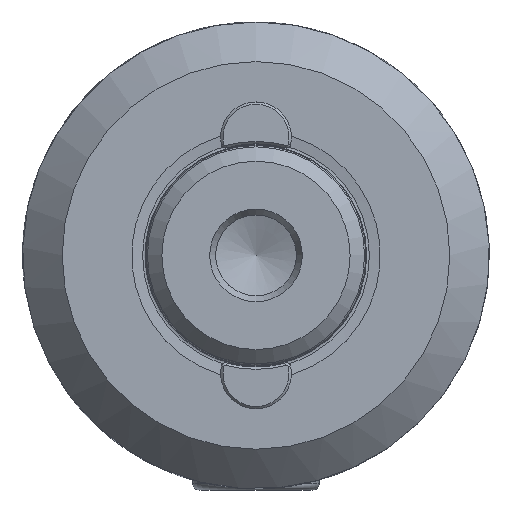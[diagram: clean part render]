
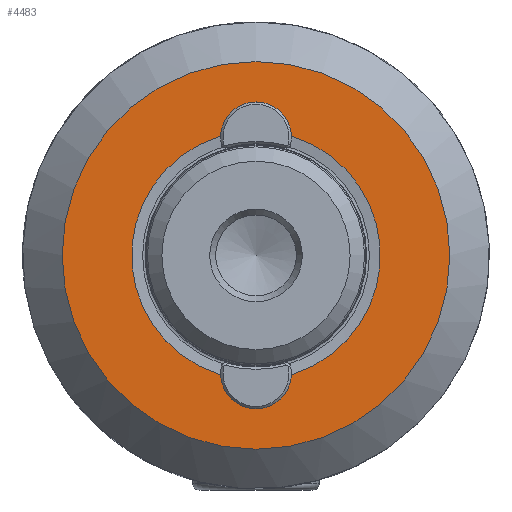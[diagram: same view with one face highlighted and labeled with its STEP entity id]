
A CAD part, left-side view. The second image highlights one B-rep face of the part: STEP entity #4483.
In plain terms, the highlighted planar face has unit normal (-1, 0, 0).
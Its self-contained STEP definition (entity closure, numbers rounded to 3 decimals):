
#94 = DIRECTION ( 'NONE',  ( 0., 0., 1. ) ) ;
#1023 = CIRCLE ( 'NONE', #24570, 2.5 ) ;
#2161 = EDGE_CURVE ( 'NONE', #15685, #3889, #14292, .T. ) ;
#2791 = VERTEX_POINT ( 'NONE', #12641 ) ;
#3889 = VERTEX_POINT ( 'NONE', #6717 ) ;
#4483 = ADVANCED_FACE ( 'NONE', ( #22463, #13501 ), #22488, .F. ) ;
#4499 = ORIENTED_EDGE ( 'NONE', *, *, #4514, .T. ) ;
#4514 = EDGE_CURVE ( 'NONE', #2791, #2791, #11345, .T. ) ;
#4740 = DIRECTION ( 'NONE',  ( 0., 0., 1. ) ) ;
#5754 = CARTESIAN_POINT ( 'NONE',  ( -76., 0., 0. ) ) ;
#6079 = CIRCLE ( 'NONE', #23236, 15.715 ) ;
#6102 = CARTESIAN_POINT ( 'NONE',  ( -76., 0., -16.9 ) ) ;
#6327 = DIRECTION ( 'NONE',  ( -1., 0., 0. ) ) ;
#6717 = CARTESIAN_POINT ( 'NONE',  ( -76., -2.118, 15.572 ) ) ;
#6865 = CARTESIAN_POINT ( 'NONE',  ( -76., 2.118, -15.572 ) ) ;
#7811 = DIRECTION ( 'NONE',  ( -1., 0., 0. ) ) ;
#7814 = ORIENTED_EDGE ( 'NONE', *, *, #2161, .F. ) ;
#8231 = CARTESIAN_POINT ( 'NONE',  ( -76., 15.715, 0. ) ) ;
#8268 = DIRECTION ( 'NONE',  ( 0., 0., 1. ) ) ;
#8634 = ORIENTED_EDGE ( 'NONE', *, *, #13089, .F. ) ;
#9090 = VERTEX_POINT ( 'NONE', #23650 ) ;
#9355 = DIRECTION ( 'NONE',  ( -1., 0., 0. ) ) ;
#9463 = AXIS2_PLACEMENT_3D ( 'NONE', #8231, #14185, #10123 ) ;
#10123 = DIRECTION ( 'NONE',  ( 0., 0., -1. ) ) ;
#10164 = ORIENTED_EDGE ( 'NONE', *, *, #13511, .F. ) ;
#11345 = CIRCLE ( 'NONE', #19052, 24.5 ) ;
#12039 = DIRECTION ( 'NONE',  ( -1., 0., 0. ) ) ;
#12098 = DIRECTION ( 'NONE',  ( 0., 0., 1. ) ) ;
#12179 = CARTESIAN_POINT ( 'NONE',  ( -76., 0., 0. ) ) ;
#12394 = CIRCLE ( 'NONE', #13365, 2.5 ) ;
#12641 = CARTESIAN_POINT ( 'NONE',  ( -76., 0., 24.5 ) ) ;
#12701 = ORIENTED_EDGE ( 'NONE', *, *, #16302, .F. ) ;
#13089 = EDGE_CURVE ( 'NONE', #18216, #15685, #1023, .T. ) ;
#13365 = AXIS2_PLACEMENT_3D ( 'NONE', #17195, #9355, #19350 ) ;
#13501 = FACE_BOUND ( 'NONE', #17665, .T. ) ;
#13511 = EDGE_CURVE ( 'NONE', #3889, #9090, #12394, .T. ) ;
#13895 = CARTESIAN_POINT ( 'NONE',  ( -76., -2.118, -15.572 ) ) ;
#14185 = DIRECTION ( 'NONE',  ( 1., 0., 0. ) ) ;
#14292 = CIRCLE ( 'NONE', #16812, 15.715 ) ;
#15685 = VERTEX_POINT ( 'NONE', #13895 ) ;
#16302 = EDGE_CURVE ( 'NONE', #9090, #18216, #6079, .T. ) ;
#16812 = AXIS2_PLACEMENT_3D ( 'NONE', #18451, #22412, #4740 ) ;
#17195 = CARTESIAN_POINT ( 'NONE',  ( -76., 0., 16.9 ) ) ;
#17665 = EDGE_LOOP ( 'NONE', ( #7814, #8634, #12701, #10164 ) ) ;
#18216 = VERTEX_POINT ( 'NONE', #6865 ) ;
#18451 = CARTESIAN_POINT ( 'NONE',  ( -76., 0., 0. ) ) ;
#19052 = AXIS2_PLACEMENT_3D ( 'NONE', #12179, #6327, #12098 ) ;
#19350 = DIRECTION ( 'NONE',  ( 0., 0., 1. ) ) ;
#20472 = EDGE_LOOP ( 'NONE', ( #4499 ) ) ;
#22412 = DIRECTION ( 'NONE',  ( -1., 0., 0. ) ) ;
#22463 = FACE_OUTER_BOUND ( 'NONE', #20472, .T. ) ;
#22488 = PLANE ( 'NONE',  #9463 ) ;
#23236 = AXIS2_PLACEMENT_3D ( 'NONE', #5754, #7811, #94 ) ;
#23650 = CARTESIAN_POINT ( 'NONE',  ( -76., 2.118, 15.572 ) ) ;
#24570 = AXIS2_PLACEMENT_3D ( 'NONE', #6102, #12039, #8268 ) ;
